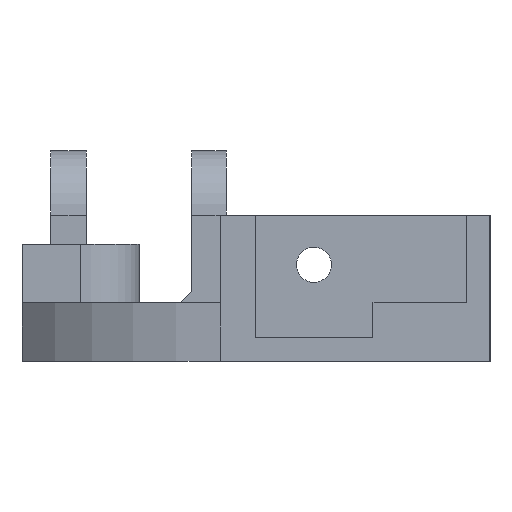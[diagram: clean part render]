
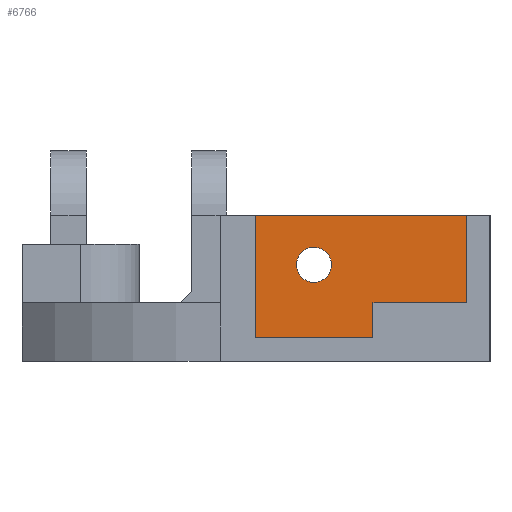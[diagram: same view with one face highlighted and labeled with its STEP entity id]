
A CAD part, left-side view. The second image highlights one B-rep face of the part: STEP entity #6766.
In plain terms, the highlighted planar face has unit normal (-1, 0, 0).
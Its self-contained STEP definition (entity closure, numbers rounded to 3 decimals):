
#3115 = PLANE('',#3116);
#3116 = AXIS2_PLACEMENT_3D('',#3117,#3118,#3119);
#3117 = CARTESIAN_POINT('',(-100.,0.,25.));
#3118 = DIRECTION('',(0.,0.,-1.));
#3119 = DIRECTION('',(-1.,0.,0.));
#3194 = CYLINDRICAL_SURFACE('',#3195,3.);
#3195 = AXIS2_PLACEMENT_3D('',#3196,#3197,#3198);
#3196 = CARTESIAN_POINT('',(79.9,30.1,16.5));
#3197 = DIRECTION('',(1.,0.,0.));
#3198 = DIRECTION('',(0.,1.,0.));
#4699 = PLANE('',#4700);
#4700 = AXIS2_PLACEMENT_3D('',#4701,#4702,#4703);
#4701 = CARTESIAN_POINT('',(-100.,40.1,26.));
#4702 = DIRECTION('',(-0.,-1.,-0.));
#4703 = DIRECTION('',(0.,0.,1.));
#4727 = PLANE('',#4728);
#4728 = AXIS2_PLACEMENT_3D('',#4729,#4730,#4731);
#4729 = CARTESIAN_POINT('',(-100.,40.1,4.));
#4730 = DIRECTION('',(0.,0.,1.));
#4731 = DIRECTION('',(0.,1.,0.));
#4755 = PLANE('',#4756);
#4756 = AXIS2_PLACEMENT_3D('',#4757,#4758,#4759);
#4757 = CARTESIAN_POINT('',(-100.,20.,10.));
#4758 = DIRECTION('',(-0.,-1.,-0.));
#4759 = DIRECTION('',(0.,0.,1.));
#4783 = PLANE('',#4784);
#4784 = AXIS2_PLACEMENT_3D('',#4785,#4786,#4787);
#4785 = CARTESIAN_POINT('',(-100.,4.,10.));
#4786 = DIRECTION('',(-0.,-0.,-1.));
#4787 = DIRECTION('',(0.,-1.,0.));
#4811 = PLANE('',#4812);
#4812 = AXIS2_PLACEMENT_3D('',#4813,#4814,#4815);
#4813 = CARTESIAN_POINT('',(-100.,4.,10.));
#4814 = DIRECTION('',(0.,1.,0.));
#4815 = DIRECTION('',(-0.,-0.,-1.));
#4899 = VERTEX_POINT('',#4900);
#4900 = CARTESIAN_POINT('',(-79.9,40.1,25.));
#4925 = VERTEX_POINT('',#4926);
#4926 = CARTESIAN_POINT('',(-79.9,4.,25.));
#4945 = EDGE_CURVE('',#4899,#4925,#4946,.T.);
#4946 = SURFACE_CURVE('',#4947,(#4951,#4957),.PCURVE_S1.);
#4947 = LINE('',#4948,#4949);
#4948 = CARTESIAN_POINT('',(-79.9,2.,25.));
#4949 = VECTOR('',#4950,1.);
#4950 = DIRECTION('',(0.,-1.,0.));
#4951 = PCURVE('',#3115,#4952);
#4952 = DEFINITIONAL_REPRESENTATION('',(#4953),#4956);
#4953 = B_SPLINE_CURVE_WITH_KNOTS('',1,(#4954,#4955),.UNSPECIFIED.,.F.,
  .F.,(2,2),(-38.1,-2.),.PIECEWISE_BEZIER_KNOTS.);
#4954 = CARTESIAN_POINT('',(-20.1,40.1));
#4955 = CARTESIAN_POINT('',(-20.1,4.));
#4956 = ( GEOMETRIC_REPRESENTATION_CONTEXT(2) 
PARAMETRIC_REPRESENTATION_CONTEXT() REPRESENTATION_CONTEXT('2D SPACE',''
  ) );
#4957 = PCURVE('',#4958,#4963);
#4958 = PLANE('',#4959);
#4959 = AXIS2_PLACEMENT_3D('',#4960,#4961,#4962);
#4960 = CARTESIAN_POINT('',(-79.9,4.,26.));
#4961 = DIRECTION('',(-1.,-0.,-0.));
#4962 = DIRECTION('',(0.,0.,-1.));
#4963 = DEFINITIONAL_REPRESENTATION('',(#4964),#4967);
#4964 = B_SPLINE_CURVE_WITH_KNOTS('',1,(#4965,#4966),.UNSPECIFIED.,.F.,
  .F.,(2,2),(-38.1,-2.),.PIECEWISE_BEZIER_KNOTS.);
#4965 = CARTESIAN_POINT('',(1.,-36.1));
#4966 = CARTESIAN_POINT('',(1.,0.));
#4967 = ( GEOMETRIC_REPRESENTATION_CONTEXT(2) 
PARAMETRIC_REPRESENTATION_CONTEXT() REPRESENTATION_CONTEXT('2D SPACE',''
  ) );
#4973 = VERTEX_POINT('',#4974);
#4974 = CARTESIAN_POINT('',(-79.9,33.1,16.5));
#4997 = EDGE_CURVE('',#4973,#4973,#4998,.T.);
#4998 = SURFACE_CURVE('',#4999,(#5004,#5011),.PCURVE_S1.);
#4999 = CIRCLE('',#5000,3.);
#5000 = AXIS2_PLACEMENT_3D('',#5001,#5002,#5003);
#5001 = CARTESIAN_POINT('',(-79.9,30.1,16.5));
#5002 = DIRECTION('',(1.,0.,-0.));
#5003 = DIRECTION('',(0.,0.,1.));
#5004 = PCURVE('',#3194,#5005);
#5005 = DEFINITIONAL_REPRESENTATION('',(#5006),#5010);
#5006 = LINE('',#5007,#5008);
#5007 = CARTESIAN_POINT('',(1.571,-159.8));
#5008 = VECTOR('',#5009,1.);
#5009 = DIRECTION('',(1.,0.));
#5010 = ( GEOMETRIC_REPRESENTATION_CONTEXT(2) 
PARAMETRIC_REPRESENTATION_CONTEXT() REPRESENTATION_CONTEXT('2D SPACE',''
  ) );
#5011 = PCURVE('',#4958,#5012);
#5012 = DEFINITIONAL_REPRESENTATION('',(#5013),#5021);
#5013 = ( BOUNDED_CURVE() B_SPLINE_CURVE(2,(#5014,#5015,#5016,#5017,
#5018,#5019,#5020),.UNSPECIFIED.,.F.,.F.) B_SPLINE_CURVE_WITH_KNOTS((1,2
    ,2,2,2,1),(-2.094,0.,2.094,4.189,
6.283,8.378),.UNSPECIFIED.) CURVE() 
GEOMETRIC_REPRESENTATION_ITEM() RATIONAL_B_SPLINE_CURVE((1.,0.5,1.,0.5,
1.,0.5,1.)) REPRESENTATION_ITEM('') );
#5014 = CARTESIAN_POINT('',(6.5,-26.1));
#5015 = CARTESIAN_POINT('',(6.5,-20.904));
#5016 = CARTESIAN_POINT('',(11.,-23.502));
#5017 = CARTESIAN_POINT('',(15.5,-26.1));
#5018 = CARTESIAN_POINT('',(11.,-28.698));
#5019 = CARTESIAN_POINT('',(6.5,-31.296));
#5020 = CARTESIAN_POINT('',(6.5,-26.1));
#5021 = ( GEOMETRIC_REPRESENTATION_CONTEXT(2) 
PARAMETRIC_REPRESENTATION_CONTEXT() REPRESENTATION_CONTEXT('2D SPACE',''
  ) );
#6544 = EDGE_CURVE('',#6545,#4925,#6547,.T.);
#6545 = VERTEX_POINT('',#6546);
#6546 = CARTESIAN_POINT('',(-79.9,4.,10.));
#6547 = SURFACE_CURVE('',#6548,(#6552,#6559),.PCURVE_S1.);
#6548 = LINE('',#6549,#6550);
#6549 = CARTESIAN_POINT('',(-79.9,4.,10.));
#6550 = VECTOR('',#6551,1.);
#6551 = DIRECTION('',(0.,0.,1.));
#6552 = PCURVE('',#4811,#6553);
#6553 = DEFINITIONAL_REPRESENTATION('',(#6554),#6558);
#6554 = LINE('',#6555,#6556);
#6555 = CARTESIAN_POINT('',(-0.,-20.1));
#6556 = VECTOR('',#6557,1.);
#6557 = DIRECTION('',(-1.,0.));
#6558 = ( GEOMETRIC_REPRESENTATION_CONTEXT(2) 
PARAMETRIC_REPRESENTATION_CONTEXT() REPRESENTATION_CONTEXT('2D SPACE',''
  ) );
#6559 = PCURVE('',#4958,#6560);
#6560 = DEFINITIONAL_REPRESENTATION('',(#6561),#6565);
#6561 = LINE('',#6562,#6563);
#6562 = CARTESIAN_POINT('',(16.,-0.));
#6563 = VECTOR('',#6564,1.);
#6564 = DIRECTION('',(-1.,0.));
#6565 = ( GEOMETRIC_REPRESENTATION_CONTEXT(2) 
PARAMETRIC_REPRESENTATION_CONTEXT() REPRESENTATION_CONTEXT('2D SPACE',''
  ) );
#6595 = EDGE_CURVE('',#4899,#6596,#6598,.T.);
#6596 = VERTEX_POINT('',#6597);
#6597 = CARTESIAN_POINT('',(-79.9,40.1,4.));
#6598 = SURFACE_CURVE('',#6599,(#6603,#6610),.PCURVE_S1.);
#6599 = LINE('',#6600,#6601);
#6600 = CARTESIAN_POINT('',(-79.9,40.1,26.));
#6601 = VECTOR('',#6602,1.);
#6602 = DIRECTION('',(-0.,-0.,-1.));
#6603 = PCURVE('',#4699,#6604);
#6604 = DEFINITIONAL_REPRESENTATION('',(#6605),#6609);
#6605 = LINE('',#6606,#6607);
#6606 = CARTESIAN_POINT('',(-0.,-20.1));
#6607 = VECTOR('',#6608,1.);
#6608 = DIRECTION('',(-1.,0.));
#6609 = ( GEOMETRIC_REPRESENTATION_CONTEXT(2) 
PARAMETRIC_REPRESENTATION_CONTEXT() REPRESENTATION_CONTEXT('2D SPACE',''
  ) );
#6610 = PCURVE('',#4958,#6611);
#6611 = DEFINITIONAL_REPRESENTATION('',(#6612),#6616);
#6612 = LINE('',#6613,#6614);
#6613 = CARTESIAN_POINT('',(-0.,-36.1));
#6614 = VECTOR('',#6615,1.);
#6615 = DIRECTION('',(1.,-0.));
#6616 = ( GEOMETRIC_REPRESENTATION_CONTEXT(2) 
PARAMETRIC_REPRESENTATION_CONTEXT() REPRESENTATION_CONTEXT('2D SPACE',''
  ) );
#6643 = EDGE_CURVE('',#6545,#6644,#6646,.T.);
#6644 = VERTEX_POINT('',#6645);
#6645 = CARTESIAN_POINT('',(-79.9,20.,10.));
#6646 = SURFACE_CURVE('',#6647,(#6651,#6658),.PCURVE_S1.);
#6647 = LINE('',#6648,#6649);
#6648 = CARTESIAN_POINT('',(-79.9,4.,10.));
#6649 = VECTOR('',#6650,1.);
#6650 = DIRECTION('',(0.,1.,0.));
#6651 = PCURVE('',#4783,#6652);
#6652 = DEFINITIONAL_REPRESENTATION('',(#6653),#6657);
#6653 = LINE('',#6654,#6655);
#6654 = CARTESIAN_POINT('',(-0.,-20.1));
#6655 = VECTOR('',#6656,1.);
#6656 = DIRECTION('',(-1.,0.));
#6657 = ( GEOMETRIC_REPRESENTATION_CONTEXT(2) 
PARAMETRIC_REPRESENTATION_CONTEXT() REPRESENTATION_CONTEXT('2D SPACE',''
  ) );
#6658 = PCURVE('',#4958,#6659);
#6659 = DEFINITIONAL_REPRESENTATION('',(#6660),#6664);
#6660 = LINE('',#6661,#6662);
#6661 = CARTESIAN_POINT('',(16.,-0.));
#6662 = VECTOR('',#6663,1.);
#6663 = DIRECTION('',(-0.,-1.));
#6664 = ( GEOMETRIC_REPRESENTATION_CONTEXT(2) 
PARAMETRIC_REPRESENTATION_CONTEXT() REPRESENTATION_CONTEXT('2D SPACE',''
  ) );
#6695 = EDGE_CURVE('',#6596,#6696,#6698,.T.);
#6696 = VERTEX_POINT('',#6697);
#6697 = CARTESIAN_POINT('',(-79.9,20.,4.));
#6698 = SURFACE_CURVE('',#6699,(#6703,#6710),.PCURVE_S1.);
#6699 = LINE('',#6700,#6701);
#6700 = CARTESIAN_POINT('',(-79.9,40.1,4.));
#6701 = VECTOR('',#6702,1.);
#6702 = DIRECTION('',(-0.,-1.,-0.));
#6703 = PCURVE('',#4727,#6704);
#6704 = DEFINITIONAL_REPRESENTATION('',(#6705),#6709);
#6705 = LINE('',#6706,#6707);
#6706 = CARTESIAN_POINT('',(-0.,-20.1));
#6707 = VECTOR('',#6708,1.);
#6708 = DIRECTION('',(-1.,0.));
#6709 = ( GEOMETRIC_REPRESENTATION_CONTEXT(2) 
PARAMETRIC_REPRESENTATION_CONTEXT() REPRESENTATION_CONTEXT('2D SPACE',''
  ) );
#6710 = PCURVE('',#4958,#6711);
#6711 = DEFINITIONAL_REPRESENTATION('',(#6712),#6716);
#6712 = LINE('',#6713,#6714);
#6713 = CARTESIAN_POINT('',(22.,-36.1));
#6714 = VECTOR('',#6715,1.);
#6715 = DIRECTION('',(-0.,1.));
#6716 = ( GEOMETRIC_REPRESENTATION_CONTEXT(2) 
PARAMETRIC_REPRESENTATION_CONTEXT() REPRESENTATION_CONTEXT('2D SPACE',''
  ) );
#6744 = EDGE_CURVE('',#6644,#6696,#6745,.T.);
#6745 = SURFACE_CURVE('',#6746,(#6750,#6757),.PCURVE_S1.);
#6746 = LINE('',#6747,#6748);
#6747 = CARTESIAN_POINT('',(-79.9,20.,10.));
#6748 = VECTOR('',#6749,1.);
#6749 = DIRECTION('',(-0.,-0.,-1.));
#6750 = PCURVE('',#4755,#6751);
#6751 = DEFINITIONAL_REPRESENTATION('',(#6752),#6756);
#6752 = LINE('',#6753,#6754);
#6753 = CARTESIAN_POINT('',(-0.,-20.1));
#6754 = VECTOR('',#6755,1.);
#6755 = DIRECTION('',(-1.,0.));
#6756 = ( GEOMETRIC_REPRESENTATION_CONTEXT(2) 
PARAMETRIC_REPRESENTATION_CONTEXT() REPRESENTATION_CONTEXT('2D SPACE',''
  ) );
#6757 = PCURVE('',#4958,#6758);
#6758 = DEFINITIONAL_REPRESENTATION('',(#6759),#6763);
#6759 = LINE('',#6760,#6761);
#6760 = CARTESIAN_POINT('',(16.,-16.));
#6761 = VECTOR('',#6762,1.);
#6762 = DIRECTION('',(1.,-0.));
#6763 = ( GEOMETRIC_REPRESENTATION_CONTEXT(2) 
PARAMETRIC_REPRESENTATION_CONTEXT() REPRESENTATION_CONTEXT('2D SPACE',''
  ) );
#6766 = ADVANCED_FACE('',(#6767,#6770),#4958,.T.);
#6767 = FACE_BOUND('',#6768,.F.);
#6768 = EDGE_LOOP('',(#6769));
#6769 = ORIENTED_EDGE('',*,*,#4997,.F.);
#6770 = FACE_BOUND('',#6771,.F.);
#6771 = EDGE_LOOP('',(#6772,#6773,#6774,#6775,#6776,#6777));
#6772 = ORIENTED_EDGE('',*,*,#6595,.F.);
#6773 = ORIENTED_EDGE('',*,*,#4945,.T.);
#6774 = ORIENTED_EDGE('',*,*,#6544,.F.);
#6775 = ORIENTED_EDGE('',*,*,#6643,.T.);
#6776 = ORIENTED_EDGE('',*,*,#6744,.T.);
#6777 = ORIENTED_EDGE('',*,*,#6695,.F.);
